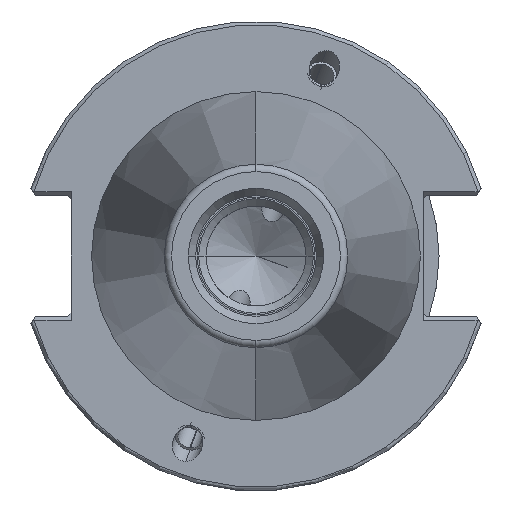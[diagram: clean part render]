
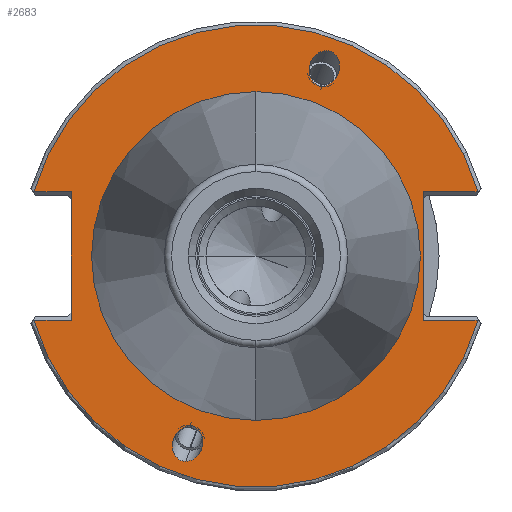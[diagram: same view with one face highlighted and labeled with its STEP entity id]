
A CAD part, left-side view. The second image highlights one B-rep face of the part: STEP entity #2683.
In plain terms, the highlighted planar face has unit normal (-1, 0, 0).
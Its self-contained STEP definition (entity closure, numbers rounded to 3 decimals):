
#116=CARTESIAN_POINT('',(3.175,0.,0.));
#117=DIRECTION('',(1.,0.,0.));
#118=DIRECTION('',(0.,1.,0.));
#119=AXIS2_PLACEMENT_3D('',#116,#117,#118);
#121=CARTESIAN_POINT('',(3.175,0.,0.));
#122=DIRECTION('',(1.,0.,0.));
#123=DIRECTION('',(0.,-1.,0.));
#124=AXIS2_PLACEMENT_3D('',#121,#122,#123);
#126=CARTESIAN_POINT('',(3.175,9.498,-27.766));
#127=CARTESIAN_POINT('',(3.175,9.257,-27.766));
#128=CARTESIAN_POINT('',(3.175,8.727,-27.663));
#129=CARTESIAN_POINT('',(3.175,7.941,-27.117));
#130=CARTESIAN_POINT('',(3.175,7.379,-26.257));
#131=CARTESIAN_POINT('',(3.175,7.151,-25.372));
#132=CARTESIAN_POINT('',(3.175,7.185,-24.486));
#133=CARTESIAN_POINT('',(3.175,7.557,-23.627));
#134=CARTESIAN_POINT('',(3.175,8.223,-23.08));
#135=CARTESIAN_POINT('',(3.175,8.731,-22.978));
#136=CARTESIAN_POINT('',(3.175,8.971,-22.978));
#138=CARTESIAN_POINT('',(3.175,8.971,-22.978));
#139=CARTESIAN_POINT('',(3.175,9.212,-22.978));
#140=CARTESIAN_POINT('',(3.175,9.742,-23.08));
#141=CARTESIAN_POINT('',(3.175,10.528,-23.627));
#142=CARTESIAN_POINT('',(3.175,11.09,-24.486));
#143=CARTESIAN_POINT('',(3.175,11.318,-25.372));
#144=CARTESIAN_POINT('',(3.175,11.284,-26.257));
#145=CARTESIAN_POINT('',(3.175,10.912,-27.117));
#146=CARTESIAN_POINT('',(3.175,10.246,-27.663));
#147=CARTESIAN_POINT('',(3.175,9.738,-27.766));
#148=CARTESIAN_POINT('',(3.175,9.498,-27.766));
#150=CARTESIAN_POINT('',(3.175,-9.498,27.766));
#151=CARTESIAN_POINT('',(3.175,-9.257,27.766));
#152=CARTESIAN_POINT('',(3.175,-8.727,27.663));
#153=CARTESIAN_POINT('',(3.175,-7.941,27.117));
#154=CARTESIAN_POINT('',(3.175,-7.379,26.257));
#155=CARTESIAN_POINT('',(3.175,-7.151,25.372));
#156=CARTESIAN_POINT('',(3.175,-7.185,24.486));
#157=CARTESIAN_POINT('',(3.175,-7.557,23.627));
#158=CARTESIAN_POINT('',(3.175,-8.223,23.08));
#159=CARTESIAN_POINT('',(3.175,-8.731,22.978));
#160=CARTESIAN_POINT('',(3.175,-8.971,22.978));
#162=CARTESIAN_POINT('',(3.175,-8.971,22.978));
#163=CARTESIAN_POINT('',(3.175,-9.212,22.978));
#164=CARTESIAN_POINT('',(3.175,-9.742,23.08));
#165=CARTESIAN_POINT('',(3.175,-10.528,23.627));
#166=CARTESIAN_POINT('',(3.175,-11.09,24.486));
#167=CARTESIAN_POINT('',(3.175,-11.318,25.372));
#168=CARTESIAN_POINT('',(3.175,-11.284,26.257));
#169=CARTESIAN_POINT('',(3.175,-10.912,27.117));
#170=CARTESIAN_POINT('',(3.175,-10.246,27.663));
#171=CARTESIAN_POINT('',(3.175,-9.738,27.766));
#172=CARTESIAN_POINT('',(3.175,-9.498,27.766));
#174=DIRECTION('',(0.,-1.,0.));
#175=VECTOR('',#174,5.017);
#176=CARTESIAN_POINT('',(3.175,30.017,8.69));
#177=LINE('',#176,#175);
#178=DIRECTION('',(0.,-1.,0.));
#179=VECTOR('',#178,7.417);
#180=CARTESIAN_POINT('',(3.175,-22.6,8.69));
#181=LINE('',#180,#179);
#182=DIRECTION('',(0.,1.,0.));
#183=VECTOR('',#182,7.417);
#184=CARTESIAN_POINT('',(3.175,-30.017,-8.69));
#185=LINE('',#184,#183);
#186=DIRECTION('',(0.,1.,0.));
#187=VECTOR('',#186,5.017);
#188=CARTESIAN_POINT('',(3.175,25.,-8.69));
#189=LINE('',#188,#187);
#1438=DIRECTION('',(0.,0.,-1.));
#1439=VECTOR('',#1438,17.38);
#1440=CARTESIAN_POINT('',(3.175,25.,8.69));
#1441=LINE('',#1440,#1439);
#1737=CARTESIAN_POINT('',(3.175,0.,0.));
#1738=DIRECTION('',(-1.,0.,0.));
#1739=DIRECTION('',(0.,0.961,-0.278));
#1740=AXIS2_PLACEMENT_3D('',#1737,#1738,#1739);
#1809=CARTESIAN_POINT('',(3.175,0.,0.));
#1810=DIRECTION('',(-1.,0.,0.));
#1811=DIRECTION('',(0.,-0.961,0.278));
#1812=AXIS2_PLACEMENT_3D('',#1809,#1810,#1811);
#1867=DIRECTION('',(0.,0.,1.));
#1868=VECTOR('',#1867,17.38);
#1869=CARTESIAN_POINT('',(3.175,-22.6,-8.69));
#1870=LINE('',#1869,#1868);
#2146=CARTESIAN_POINT('',(3.175,22.2,0.));
#2147=CARTESIAN_POINT('',(3.175,-22.2,0.));
#2148=VERTEX_POINT('',#2146);
#2149=VERTEX_POINT('',#2147);
#2212=VERTEX_POINT('',#126);
#2213=VERTEX_POINT('',#136);
#2250=CARTESIAN_POINT('',(3.175,30.017,8.69));
#2251=CARTESIAN_POINT('',(3.175,25.,8.69));
#2252=VERTEX_POINT('',#2250);
#2253=VERTEX_POINT('',#2251);
#2258=CARTESIAN_POINT('',(3.175,25.,-8.69));
#2259=CARTESIAN_POINT('',(3.175,30.017,-8.69));
#2260=VERTEX_POINT('',#2258);
#2261=VERTEX_POINT('',#2259);
#2266=CARTESIAN_POINT('',(3.175,-22.6,8.69));
#2267=CARTESIAN_POINT('',(3.175,-30.017,8.69));
#2268=VERTEX_POINT('',#2266);
#2269=VERTEX_POINT('',#2267);
#2274=CARTESIAN_POINT('',(3.175,-30.017,
-8.69));
#2275=CARTESIAN_POINT('',(3.175,-22.6,-8.69));
#2276=VERTEX_POINT('',#2274);
#2277=VERTEX_POINT('',#2275);
#2312=CARTESIAN_POINT('',(3.175,-9.498,27.766));
#2313=VERTEX_POINT('',#2312);
#2314=CARTESIAN_POINT('',(3.175,-8.971,22.978));
#2315=VERTEX_POINT('',#2314);
#2644=CARTESIAN_POINT('',(3.175,0.,0.));
#2645=DIRECTION('',(1.,0.,0.));
#2646=DIRECTION('',(0.,0.,1.));
#2647=AXIS2_PLACEMENT_3D('',#2644,#2645,#2646);
#2648=PLANE('',#2647);
#2650=ORIENTED_EDGE('',*,*,#2649,.F.);
#2652=ORIENTED_EDGE('',*,*,#2651,.F.);
#2654=ORIENTED_EDGE('',*,*,#2653,.F.);
#2656=ORIENTED_EDGE('',*,*,#2655,.F.);
#2658=ORIENTED_EDGE('',*,*,#2657,.F.);
#2660=ORIENTED_EDGE('',*,*,#2659,.F.);
#2662=ORIENTED_EDGE('',*,*,#2661,.F.);
#2664=ORIENTED_EDGE('',*,*,#2663,.F.);
#2665=EDGE_LOOP('',(#2650,#2652,#2654,#2656,#2658,#2660,#2662,#2664));
#2666=FACE_OUTER_BOUND('',#2665,.F.);
#2668=ORIENTED_EDGE('',*,*,#2667,.T.);
#2670=ORIENTED_EDGE('',*,*,#2669,.T.);
#2671=EDGE_LOOP('',(#2668,#2670));
#2672=FACE_BOUND('',#2671,.F.);
#2674=ORIENTED_EDGE('',*,*,#2673,.T.);
#2676=ORIENTED_EDGE('',*,*,#2675,.T.);
#2677=EDGE_LOOP('',(#2674,#2676));
#2678=FACE_BOUND('',#2677,.F.);
#2679=ORIENTED_EDGE('',*,*,#2597,.F.);
#2680=ORIENTED_EDGE('',*,*,#2612,.F.);
#2681=EDGE_LOOP('',(#2679,#2680));
#2682=FACE_BOUND('',#2681,.F.);
#2683=ADVANCED_FACE('',(#2666,#2672,#2678,#2682),#2648,.F.);
#120=CIRCLE('',#119,22.2);
#125=CIRCLE('',#124,22.2);
#137=B_SPLINE_CURVE_WITH_KNOTS('',3,(#126,#127,#128,#129,#130,#131,#132,#133,
#134,#135,#136),.UNSPECIFIED.,.F.,.F.,(4,1,1,1,1,1,1,1,4),(0.,0.125,0.25,
0.375,0.5,0.625,0.75,0.875,1.),.UNSPECIFIED.);
#149=B_SPLINE_CURVE_WITH_KNOTS('',3,(#138,#139,#140,#141,#142,#143,#144,#145,
#146,#147,#148),.UNSPECIFIED.,.F.,.F.,(4,1,1,1,1,1,1,1,4),(0.,0.125,0.25,
0.375,0.5,0.625,0.75,0.875,1.),.UNSPECIFIED.);
#161=B_SPLINE_CURVE_WITH_KNOTS('',3,(#150,#151,#152,#153,#154,#155,#156,#157,
#158,#159,#160),.UNSPECIFIED.,.F.,.F.,(4,1,1,1,1,1,1,1,4),(0.,0.125,0.25,
0.375,0.5,0.625,0.75,0.875,1.),.UNSPECIFIED.);
#173=B_SPLINE_CURVE_WITH_KNOTS('',3,(#162,#163,#164,#165,#166,#167,#168,#169,
#170,#171,#172),.UNSPECIFIED.,.F.,.F.,(4,1,1,1,1,1,1,1,4),(0.,0.125,0.25,
0.375,0.5,0.625,0.75,0.875,1.),.UNSPECIFIED.);
#1741=CIRCLE('',#1740,31.25);
#1813=CIRCLE('',#1812,31.25);
#2597=EDGE_CURVE('',#2148,#2149,#120,.T.);
#2612=EDGE_CURVE('',#2149,#2148,#125,.T.);
#2649=EDGE_CURVE('',#2252,#2253,#177,.T.);
#2651=EDGE_CURVE('',#2269,#2252,#1813,.T.);
#2653=EDGE_CURVE('',#2268,#2269,#181,.T.);
#2655=EDGE_CURVE('',#2277,#2268,#1870,.T.);
#2657=EDGE_CURVE('',#2276,#2277,#185,.T.);
#2659=EDGE_CURVE('',#2261,#2276,#1741,.T.);
#2661=EDGE_CURVE('',#2260,#2261,#189,.T.);
#2663=EDGE_CURVE('',#2253,#2260,#1441,.T.);
#2667=EDGE_CURVE('',#2212,#2213,#137,.T.);
#2669=EDGE_CURVE('',#2213,#2212,#149,.T.);
#2673=EDGE_CURVE('',#2313,#2315,#161,.T.);
#2675=EDGE_CURVE('',#2315,#2313,#173,.T.);
